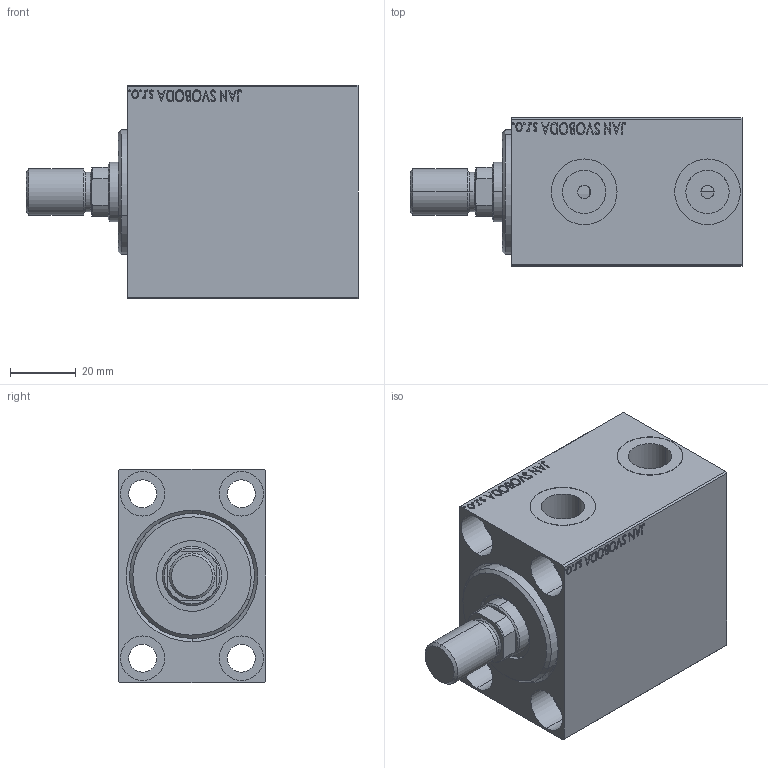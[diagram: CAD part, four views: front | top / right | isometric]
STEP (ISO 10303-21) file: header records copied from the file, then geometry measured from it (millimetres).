
FILE_DESCRIPTION (( 'STEP AP203' ), '1' );
FILE_NAME ('68ea.STEP', '2021-03-19T12:12:11', ( '' ), ( '' ), 'SwSTEP 2.0', 'SolidWorks 2019', '' );
FILE_SCHEMA (( 'CONFIG_CONTROL_DESIGN' ));
Length unit declared in the file: millimetre
Products named in the file (5): V450CM_VC_B 1aa26ac9e21b5fb6af4eea0e53419c25; V450CM_C 1aa26ac9e21b5fb6af4eea0e53419c25; V450CM_MALE_METRIC 1aa26ac9e21b5fb6af4eea0e53419c25; 68ea; V450CM_C_VCP 1aa26ac9e21b5fb6af4eea0e53419c25
Assembly tree (4 placements, depth 2):
  68ea
    V450CM_C 1aa26ac9e21b5fb6af4eea0e53419c25
    V450CM_C_VCP 1aa26ac9e21b5fb6af4eea0e53419c25
    V450CM_VC_B 1aa26ac9e21b5fb6af4eea0e53419c25
    V450CM_MALE_METRIC 1aa26ac9e21b5fb6af4eea0e53419c25
Bounding box: 101 x 45 x 65 mm (x, y, z)
Volume: 177289.3 mm3; surface area: 50100.9 mm2
Topology: 4 solids, 4 shells, 892 faces, 2278 edges, 1507 vertices
Faces by surface type: plane 416, bspline 380, cylinder 76, cone 18, torus 2
Entity records: 45069 total; most frequent: CARTESIAN_POINT 25392, ORIENTED_EDGE 4552, DIRECTION 2702, EDGE_CURVE 2276, VERTEX_POINT 1507, VECTOR 1328, LINE 1328, EDGE_LOOP 1025
